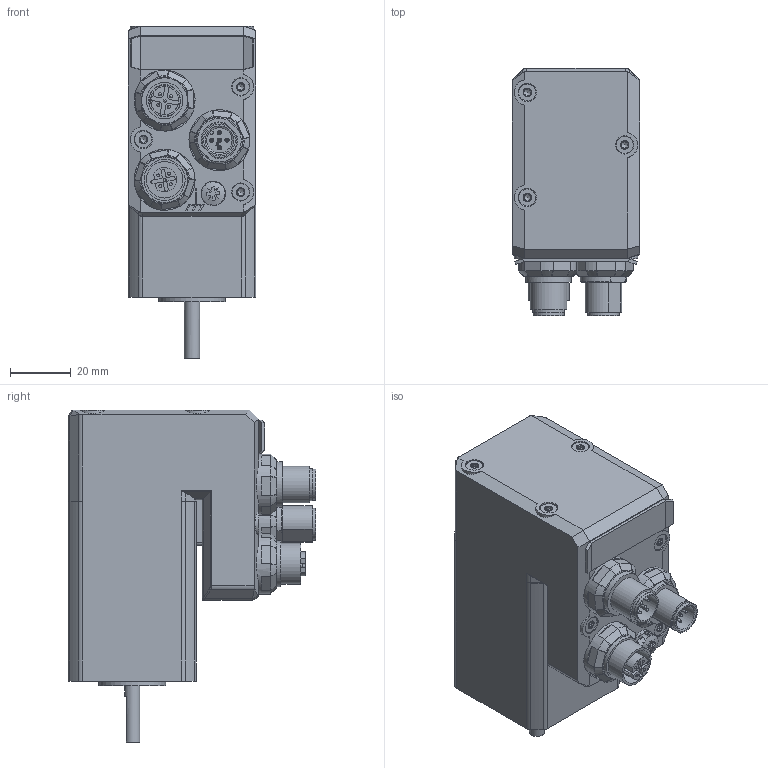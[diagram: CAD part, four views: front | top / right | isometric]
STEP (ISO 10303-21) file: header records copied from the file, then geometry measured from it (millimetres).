
FILE_DESCRIPTION(/* description */ (''),/* implementation_level */ '2;1');
FILE_NAME(/* name */ 'PSD401-5V-CA.stp',/* time_stamp */ '2018-07-03T17:35:48+02:00',/* author */ ('mzabek'),/* organization */ (''),/* preprocessor_version */ 'ST-DEVELOPER v17',/* originating_system */ 'Autodesk Inventor 2018',/* authorisation */ '');
FILE_SCHEMA (('AUTOMOTIVE_DESIGN { 1 0 10303 214 3 1 1 }'));
Length unit declared in the file: millimetre
Products named in the file (1): ENG-100759
Bounding box: 42 x 81.3 x 109 mm (x, y, z)
Volume: 214225 mm3; surface area: 28122.6 mm2
Topology: 4 solids, 4 shells, 778 faces, 2079 edges, 1311 vertices
Faces by surface type: plane 347, cylinder 239, cone 83, bspline 46, sphere 43, torus 20
Full cylindrical faces by diameter (mm): 0.6 x3, 0.8 x5, 1 x13, 1.4 x4, 2.5 x4, 5 x1, 5.6 x6, 6 x6, 8 x1, 8.3 x1, 9.2 x1, 10.2 x1, 10.4 x1, 10.5 x1, 12 x2, 13.5 x1, 15 x2, 20 x3, 22 x1
Entity records: 27127 total; most frequent: CARTESIAN_POINT 7400, ORIENTED_EDGE 4062, DIRECTION 3841, EDGE_CURVE 2031, AXIS2_PLACEMENT_3D 1512, VERTEX_POINT 1311, EDGE_LOOP 828, LINE 817
